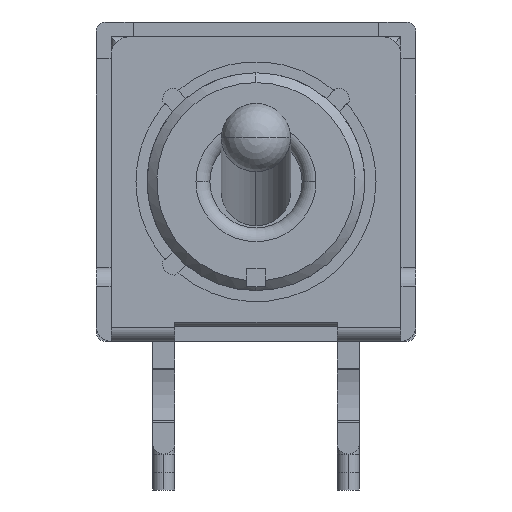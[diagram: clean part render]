
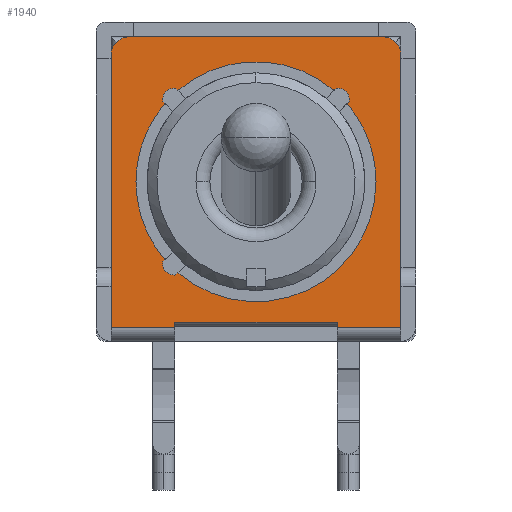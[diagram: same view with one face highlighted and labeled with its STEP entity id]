
A CAD part, left-side view. The second image highlights one B-rep face of the part: STEP entity #1940.
In plain terms, the highlighted planar face has unit normal (-1, 0, 0).
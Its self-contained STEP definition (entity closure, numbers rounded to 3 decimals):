
#1376=CARTESIAN_POINT('',(-13.31,-3.302,4.394));
#1377=VERTEX_POINT('',#1376);
#1386=CARTESIAN_POINT('',(-13.31,-2.508,6.543));
#1387=VERTEX_POINT('',#1386);
#1388=CARTESIAN_POINT('',(-13.31,0.,4.394));
#1389=DIRECTION('',(1.0,0.0,0.0));
#1390=DIRECTION('',(0.0,-1.0,0.0));
#1391=AXIS2_PLACEMENT_3D('',#1388,#1389,#1390);
#1392=CIRCLE('',#1391,3.302);
#1393=EDGE_CURVE('',#1387,#1377,#1392,.T.);
#1420=CARTESIAN_POINT('',(-13.31,3.302,4.394));
#1421=VERTEX_POINT('',#1420);
#1437=CARTESIAN_POINT('',(-13.31,2.508,6.543));
#1438=VERTEX_POINT('',#1437);
#1445=CARTESIAN_POINT('',(-13.31,0.,4.394));
#1446=DIRECTION('',(1.0,0.0,0.0));
#1447=DIRECTION('',(0.0,-1.0,0.0));
#1448=AXIS2_PLACEMENT_3D('',#1445,#1446,#1447);
#1449=CIRCLE('',#1448,3.302);
#1450=EDGE_CURVE('',#1421,#1438,#1449,.T.);
#1553=CARTESIAN_POINT('',(-13.31,2.202,1.833));
#1554=VERTEX_POINT('',#1553);
#1561=CARTESIAN_POINT('',(-13.31,2.148,1.887));
#1562=VERTEX_POINT('',#1561);
#1563=CARTESIAN_POINT('',(-13.31,2.148,1.887));
#1564=DIRECTION('',(0.0,0.707,-0.707));
#1565=VECTOR('',#1564,0.076);
#1566=LINE('',#1563,#1565);
#1567=EDGE_CURVE('',#1562,#1554,#1566,.T.);
#1591=CARTESIAN_POINT('',(-13.31,2.562,2.192));
#1592=VERTEX_POINT('',#1591);
#1593=CARTESIAN_POINT('',(-13.31,2.263,2.131));
#1594=DIRECTION('',(1.0,0.,0.));
#1595=DIRECTION('',(0.,0.98,0.2));
#1596=AXIS2_PLACEMENT_3D('',#1593,#1594,#1595);
#1597=CIRCLE('',#1596,0.304);
#1598=EDGE_CURVE('',#1554,#1592,#1597,.T.);
#1633=CARTESIAN_POINT('',(-13.31,2.508,2.246));
#1634=VERTEX_POINT('',#1633);
#1641=CARTESIAN_POINT('',(-13.31,2.562,2.192));
#1642=DIRECTION('',(0.0,-0.707,0.707));
#1643=VECTOR('',#1642,0.076);
#1644=LINE('',#1641,#1643);
#1645=EDGE_CURVE('',#1592,#1634,#1644,.T.);
#1773=CARTESIAN_POINT('',(-13.31,4.387,8.782));
#1774=DIRECTION('',(-1.0,0.0,0.0));
#1775=DIRECTION('',(0.0,-1.0,0.0));
#1776=AXIS2_PLACEMENT_3D('',#1773,#1774,#1775);
#1777=PLANE('',#1776);
#1778=CARTESIAN_POINT('',(-13.31,-3.988,7.874));
#1779=VERTEX_POINT('',#1778);
#1780=CARTESIAN_POINT('',(-13.31,-3.48,8.382));
#1781=VERTEX_POINT('',#1780);
#1782=CARTESIAN_POINT('',(-13.31,-3.48,7.874));
#1783=DIRECTION('',(-1.0,0.0,0.0));
#1784=DIRECTION('',(0.0,0.0,1.0));
#1785=AXIS2_PLACEMENT_3D('',#1782,#1783,#1784);
#1786=CIRCLE('',#1785,0.508);
#1787=EDGE_CURVE('',#1779,#1781,#1786,.T.);
#1788=ORIENTED_EDGE('',*,*,#1787,.T.);
#1789=CARTESIAN_POINT('',(-13.31,3.48,8.382));
#1790=VERTEX_POINT('',#1789);
#1791=CARTESIAN_POINT('',(-13.31,3.48,8.382));
#1792=DIRECTION('',(0.0,-1.0,0.0));
#1793=VECTOR('',#1792,6.96);
#1794=LINE('',#1791,#1793);
#1795=EDGE_CURVE('',#1790,#1781,#1794,.T.);
#1796=ORIENTED_EDGE('',*,*,#1795,.F.);
#1797=CARTESIAN_POINT('',(-13.31,3.988,7.874));
#1798=VERTEX_POINT('',#1797);
#1799=CARTESIAN_POINT('',(-13.31,3.48,7.874));
#1800=DIRECTION('',(-1.0,0.0,0.0));
#1801=DIRECTION('',(0.0,1.0,0.0));
#1802=AXIS2_PLACEMENT_3D('',#1799,#1800,#1801);
#1803=CIRCLE('',#1802,0.508);
#1804=EDGE_CURVE('',#1790,#1798,#1803,.T.);
#1805=ORIENTED_EDGE('',*,*,#1804,.T.);
#1806=CARTESIAN_POINT('',(-13.31,3.988,0.381));
#1807=VERTEX_POINT('',#1806);
#1808=CARTESIAN_POINT('',(-13.31,3.988,7.874));
#1809=DIRECTION('',(0.0,0.0,-1.0));
#1810=VECTOR('',#1809,7.493);
#1811=LINE('',#1808,#1810);
#1812=EDGE_CURVE('',#1798,#1807,#1811,.T.);
#1813=ORIENTED_EDGE('',*,*,#1812,.T.);
#1814=CARTESIAN_POINT('',(-13.31,2.235,0.381));
#1815=VERTEX_POINT('',#1814);
#1816=CARTESIAN_POINT('',(-13.31,3.988,0.381));
#1817=DIRECTION('',(0.0,-1.0,0.0));
#1818=VECTOR('',#1817,1.753);
#1819=LINE('',#1816,#1818);
#1820=EDGE_CURVE('',#1807,#1815,#1819,.T.);
#1821=ORIENTED_EDGE('',*,*,#1820,.T.);
#1822=CARTESIAN_POINT('',(-13.31,2.235,0.533));
#1823=VERTEX_POINT('',#1822);
#1824=CARTESIAN_POINT('',(-13.31,2.235,0.381));
#1825=DIRECTION('',(0.0,0.0,1.0));
#1826=VECTOR('',#1825,0.152);
#1827=LINE('',#1824,#1826);
#1828=EDGE_CURVE('',#1815,#1823,#1827,.T.);
#1829=ORIENTED_EDGE('',*,*,#1828,.T.);
#1830=CARTESIAN_POINT('',(-13.31,-2.235,0.533));
#1831=VERTEX_POINT('',#1830);
#1832=CARTESIAN_POINT('',(-13.31,2.235,0.533));
#1833=DIRECTION('',(0.0,-1.0,0.0));
#1834=VECTOR('',#1833,4.47);
#1835=LINE('',#1832,#1834);
#1836=EDGE_CURVE('',#1823,#1831,#1835,.T.);
#1837=ORIENTED_EDGE('',*,*,#1836,.T.);
#1838=CARTESIAN_POINT('',(-13.31,-2.235,0.381));
#1839=VERTEX_POINT('',#1838);
#1840=CARTESIAN_POINT('',(-13.31,-2.235,0.533));
#1841=DIRECTION('',(0.0,0.0,-1.0));
#1842=VECTOR('',#1841,0.152);
#1843=LINE('',#1840,#1842);
#1844=EDGE_CURVE('',#1831,#1839,#1843,.T.);
#1845=ORIENTED_EDGE('',*,*,#1844,.T.);
#1846=CARTESIAN_POINT('',(-13.31,-3.988,0.381));
#1847=VERTEX_POINT('',#1846);
#1848=CARTESIAN_POINT('',(-13.31,-2.235,0.381));
#1849=DIRECTION('',(0.0,-1.0,0.0));
#1850=VECTOR('',#1849,1.753);
#1851=LINE('',#1848,#1850);
#1852=EDGE_CURVE('',#1839,#1847,#1851,.T.);
#1853=ORIENTED_EDGE('',*,*,#1852,.T.);
#1854=CARTESIAN_POINT('',(-13.31,-3.988,0.381));
#1855=DIRECTION('',(0.0,0.0,1.0));
#1856=VECTOR('',#1855,7.493);
#1857=LINE('',#1854,#1856);
#1858=EDGE_CURVE('',#1847,#1779,#1857,.T.);
#1859=ORIENTED_EDGE('',*,*,#1858,.T.);
#1860=EDGE_LOOP('',(#1788,#1796,#1805,#1813,#1821,#1829,#1837,#1845,#1853,#1859));
#1861=FACE_OUTER_BOUND('',#1860,.T.);
#1862=ORIENTED_EDGE('',*,*,#1567,.T.);
#1863=ORIENTED_EDGE('',*,*,#1598,.T.);
#1864=ORIENTED_EDGE('',*,*,#1645,.T.);
#1865=CARTESIAN_POINT('',(-13.31,0.,4.394));
#1866=DIRECTION('',(1.0,0.0,0.0));
#1867=DIRECTION('',(0.0,-1.0,0.0));
#1868=AXIS2_PLACEMENT_3D('',#1865,#1866,#1867);
#1869=CIRCLE('',#1868,3.302);
#1870=EDGE_CURVE('',#1634,#1421,#1869,.T.);
#1871=ORIENTED_EDGE('',*,*,#1870,.T.);
#1872=ORIENTED_EDGE('',*,*,#1450,.T.);
#1873=CARTESIAN_POINT('',(-13.31,2.562,6.597));
#1874=VERTEX_POINT('',#1873);
#1875=CARTESIAN_POINT('',(-13.31,2.508,6.543));
#1876=DIRECTION('',(0.0,0.707,0.707));
#1877=VECTOR('',#1876,0.076);
#1878=LINE('',#1875,#1877);
#1879=EDGE_CURVE('',#1438,#1874,#1878,.T.);
#1880=ORIENTED_EDGE('',*,*,#1879,.T.);
#1881=CARTESIAN_POINT('',(-13.31,2.202,6.956));
#1882=VERTEX_POINT('',#1881);
#1883=CARTESIAN_POINT('',(-13.31,2.263,6.657));
#1884=DIRECTION('',(1.0,0.,0.));
#1885=DIRECTION('',(0.,-0.2,0.98));
#1886=AXIS2_PLACEMENT_3D('',#1883,#1884,#1885);
#1887=CIRCLE('',#1886,0.304);
#1888=EDGE_CURVE('',#1874,#1882,#1887,.T.);
#1889=ORIENTED_EDGE('',*,*,#1888,.T.);
#1890=CARTESIAN_POINT('',(-13.31,2.148,6.902));
#1891=VERTEX_POINT('',#1890);
#1892=CARTESIAN_POINT('',(-13.31,2.202,6.956));
#1893=DIRECTION('',(0.0,-0.707,-0.707));
#1894=VECTOR('',#1893,0.076);
#1895=LINE('',#1892,#1894);
#1896=EDGE_CURVE('',#1882,#1891,#1895,.T.);
#1897=ORIENTED_EDGE('',*,*,#1896,.T.);
#1898=CARTESIAN_POINT('',(-13.31,-2.148,6.902));
#1899=VERTEX_POINT('',#1898);
#1900=CARTESIAN_POINT('',(-13.31,0.,4.394));
#1901=DIRECTION('',(1.0,0.0,0.0));
#1902=DIRECTION('',(0.0,-1.0,0.0));
#1903=AXIS2_PLACEMENT_3D('',#1900,#1901,#1902);
#1904=CIRCLE('',#1903,3.302);
#1905=EDGE_CURVE('',#1891,#1899,#1904,.T.);
#1906=ORIENTED_EDGE('',*,*,#1905,.T.);
#1907=CARTESIAN_POINT('',(-13.31,-2.202,6.956));
#1908=VERTEX_POINT('',#1907);
#1909=CARTESIAN_POINT('',(-13.31,-2.148,6.902));
#1910=DIRECTION('',(0.0,-0.707,0.707));
#1911=VECTOR('',#1910,0.076);
#1912=LINE('',#1909,#1911);
#1913=EDGE_CURVE('',#1899,#1908,#1912,.T.);
#1914=ORIENTED_EDGE('',*,*,#1913,.T.);
#1915=CARTESIAN_POINT('',(-13.31,-2.562,6.597));
#1916=VERTEX_POINT('',#1915);
#1917=CARTESIAN_POINT('',(-13.31,-2.263,6.657));
#1918=DIRECTION('',(1.0,0.,0.));
#1919=DIRECTION('',(0.,-0.98,-0.2));
#1920=AXIS2_PLACEMENT_3D('',#1917,#1918,#1919);
#1921=CIRCLE('',#1920,0.304);
#1922=EDGE_CURVE('',#1908,#1916,#1921,.T.);
#1923=ORIENTED_EDGE('',*,*,#1922,.T.);
#1924=CARTESIAN_POINT('',(-13.31,-2.562,6.597));
#1925=DIRECTION('',(0.0,0.707,-0.707));
#1926=VECTOR('',#1925,0.076);
#1927=LINE('',#1924,#1926);
#1928=EDGE_CURVE('',#1916,#1387,#1927,.T.);
#1929=ORIENTED_EDGE('',*,*,#1928,.T.);
#1930=ORIENTED_EDGE('',*,*,#1393,.T.);
#1931=CARTESIAN_POINT('',(-13.31,0.,4.394));
#1932=DIRECTION('',(1.0,0.0,0.0));
#1933=DIRECTION('',(0.0,-1.0,0.0));
#1934=AXIS2_PLACEMENT_3D('',#1931,#1932,#1933);
#1935=CIRCLE('',#1934,3.302);
#1936=EDGE_CURVE('',#1377,#1562,#1935,.T.);
#1937=ORIENTED_EDGE('',*,*,#1936,.T.);
#1938=EDGE_LOOP('',(#1862,#1863,#1864,#1871,#1872,#1880,#1889,#1897,#1906,#1914,#1923,#1929,#1930,#1937));
#1939=FACE_BOUND('',#1938,.T.);
#1940=ADVANCED_FACE('',(#1861,#1939),#1777,.T.);
